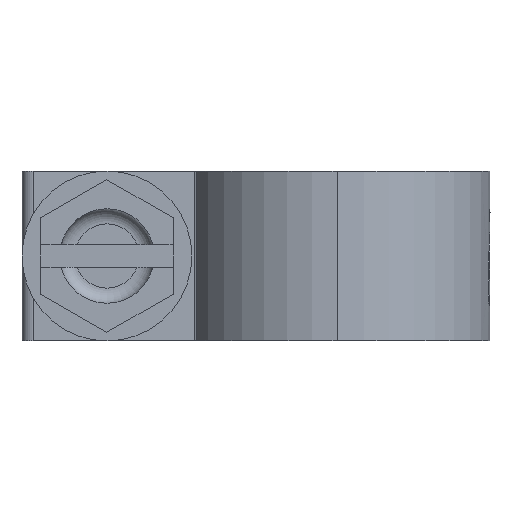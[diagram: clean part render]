
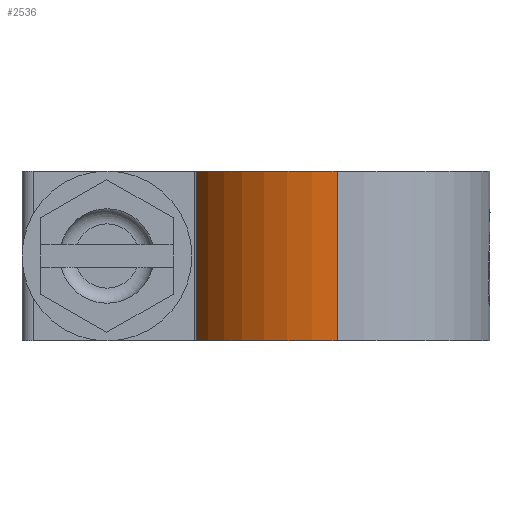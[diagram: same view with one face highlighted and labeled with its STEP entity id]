
A CAD part, left-side view. The second image highlights one B-rep face of the part: STEP entity #2536.
In plain terms, the highlighted cylindrical face has radius 8.1 mm (diameter 16.2 mm), a partial arc.
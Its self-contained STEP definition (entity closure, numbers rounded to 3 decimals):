
#305 = DIRECTION ( 'NONE',  ( -1., 0., 0. ) ) ;
#315 = CARTESIAN_POINT ( 'NONE',  ( 0., 0., 4.5 ) ) ;
#320 = EDGE_CURVE ( 'NONE', #1301, #3735, #2844, .T. ) ;
#335 = EDGE_CURVE ( 'NONE', #5975, #1301, #4155, .T. ) ;
#382 = DIRECTION ( 'NONE',  ( 1., 0., 0. ) ) ;
#414 = CARTESIAN_POINT ( 'NONE',  ( 0., 0., 4.5 ) ) ;
#422 = ORIENTED_EDGE ( 'NONE', *, *, #320, .F. ) ;
#839 = FACE_OUTER_BOUND ( 'NONE', #6813, .T. ) ;
#915 = DIRECTION ( 'NONE',  ( 0., 0., -1. ) ) ;
#945 = VERTEX_POINT ( 'NONE', #4025 ) ;
#1144 = CARTESIAN_POINT ( 'NONE',  ( -8.1, 0., 4.5 ) ) ;
#1151 = CARTESIAN_POINT ( 'NONE',  ( -8.1, 0., -4.5 ) ) ;
#1301 = VERTEX_POINT ( 'NONE', #1151 ) ;
#1709 = DIRECTION ( 'NONE',  ( 0., 0., -1. ) ) ;
#1973 = DIRECTION ( 'NONE',  ( 0., 0., -1. ) ) ;
#2497 = CARTESIAN_POINT ( 'NONE',  ( -3.171, 7.454, 4.5 ) ) ;
#2536 = ADVANCED_FACE ( 'NONE', ( #839 ), #5064, .T. ) ;
#2844 = CIRCLE ( 'NONE', #6762, 8.1 ) ;
#3114 = CARTESIAN_POINT ( 'NONE',  ( -8.1, 0., 4.5 ) ) ;
#3735 = VERTEX_POINT ( 'NONE', #5542 ) ;
#4025 = CARTESIAN_POINT ( 'NONE',  ( -3.171, 7.454, 4.5 ) ) ;
#4047 = EDGE_CURVE ( 'NONE', #5975, #945, #4638, .T. ) ;
#4101 = DIRECTION ( 'NONE',  ( 0., 0., -1. ) ) ;
#4155 = LINE ( 'NONE', #3114, #5598 ) ;
#4226 = CARTESIAN_POINT ( 'NONE',  ( 0., 0., -4.5 ) ) ;
#4638 = CIRCLE ( 'NONE', #5763, 8.1 ) ;
#4683 = EDGE_CURVE ( 'NONE', #945, #3735, #6196, .T. ) ;
#5064 = CYLINDRICAL_SURFACE ( 'NONE', #6871, 8.1 ) ;
#5177 = ORIENTED_EDGE ( 'NONE', *, *, #335, .F. ) ;
#5542 = CARTESIAN_POINT ( 'NONE',  ( -3.171, 7.454, -4.5 ) ) ;
#5598 = VECTOR ( 'NONE', #1709, 1000. ) ;
#5637 = ORIENTED_EDGE ( 'NONE', *, *, #4683, .T. ) ;
#5763 = AXIS2_PLACEMENT_3D ( 'NONE', #315, #1973, #382 ) ;
#5772 = DIRECTION ( 'NONE',  ( 1., 0., 0. ) ) ;
#5837 = DIRECTION ( 'NONE',  ( 0., 0., -1. ) ) ;
#5975 = VERTEX_POINT ( 'NONE', #1144 ) ;
#6196 = LINE ( 'NONE', #2497, #6630 ) ;
#6630 = VECTOR ( 'NONE', #4101, 1000. ) ;
#6762 = AXIS2_PLACEMENT_3D ( 'NONE', #4226, #5837, #5772 ) ;
#6813 = EDGE_LOOP ( 'NONE', ( #5177, #6844, #5637, #422 ) ) ;
#6844 = ORIENTED_EDGE ( 'NONE', *, *, #4047, .T. ) ;
#6871 = AXIS2_PLACEMENT_3D ( 'NONE', #414, #915, #305 ) ;
